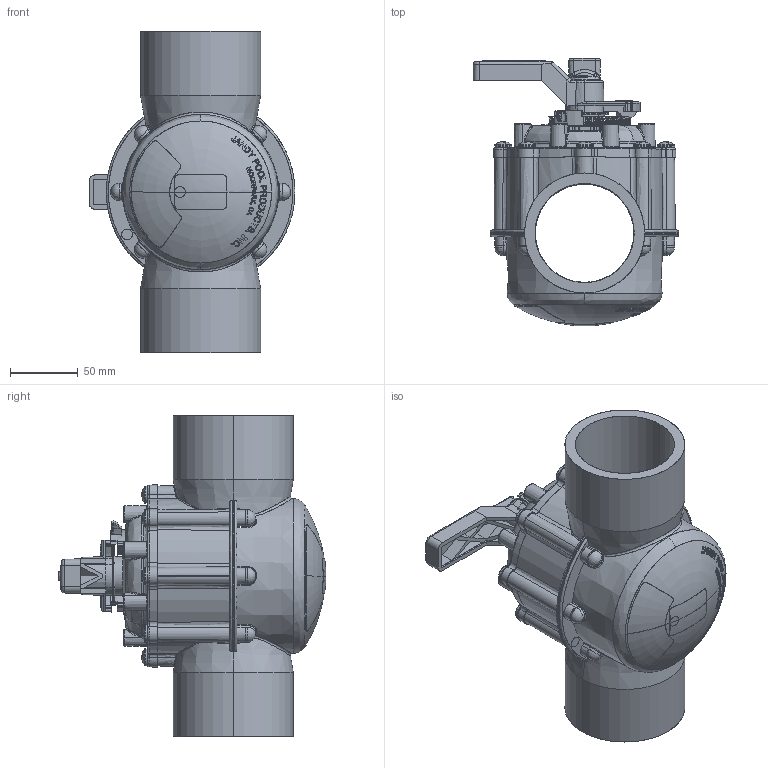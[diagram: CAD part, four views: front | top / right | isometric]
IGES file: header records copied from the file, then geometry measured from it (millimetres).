
Start section: SolidWorks IGES file using analytic representation for surfaces
Global section: file name: 4718.IGS; native system: SolidWorks 2016; preprocessor: SolidWorks 2016; author: Karl.Kendrick; date: 170613.085333; units: inch
Bounding box: 152.37 x 198.39 x 238.15 mm (x, y, z)
Surface area: 160965.3 mm2 (no closed solid volume)
Topology: 0 solids, 0 shells, 1329 faces, 25059 edges, 24982 vertices
Faces by surface type: bspline 874, revolution 455
